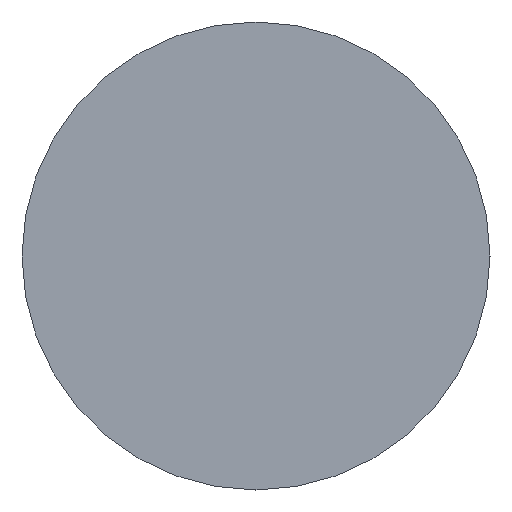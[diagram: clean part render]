
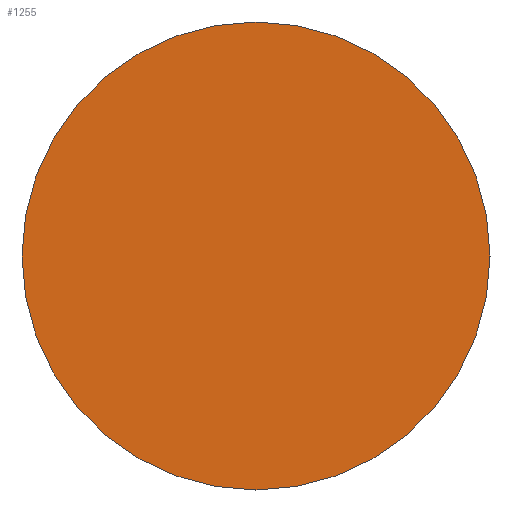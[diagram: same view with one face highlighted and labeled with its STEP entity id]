
A CAD part, left-side view. The second image highlights one B-rep face of the part: STEP entity #1255.
In plain terms, the highlighted planar face has unit normal (-1, 0, 0).
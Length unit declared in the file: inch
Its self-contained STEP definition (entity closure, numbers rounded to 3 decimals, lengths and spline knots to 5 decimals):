
#149 = CARTESIAN_POINT ( 'NONE',  ( 0., 0., 2.5 ) ) ;
#172 = DIRECTION ( 'NONE',  ( 1., 0., 0. ) ) ;
#173 = VERTEX_POINT ( 'NONE', #3455 ) ;
#467 = CARTESIAN_POINT ( 'NONE',  ( 0., 2.5, 0. ) ) ;
#733 = DIRECTION ( 'NONE',  ( 0., 0., 1. ) ) ;
#820 = EDGE_CURVE ( 'NONE', #3715, #173, #1400, .T. ) ;
#825 = EDGE_LOOP ( 'NONE', ( #2856, #3776 ) ) ;
#828 = AXIS2_PLACEMENT_3D ( 'NONE', #3779, #1605, #733 ) ;
#1230 = DIRECTION ( 'NONE',  ( 0., 0., 1. ) ) ;
#1255 = ADVANCED_FACE ( 'NONE', ( #1453 ), #2689, .F. ) ;
#1400 = CIRCLE ( 'NONE', #1477, 2.5 ) ;
#1410 = AXIS2_PLACEMENT_3D ( 'NONE', #467, #172, #3880 ) ;
#1453 = FACE_OUTER_BOUND ( 'NONE', #825, .T. ) ;
#1477 = AXIS2_PLACEMENT_3D ( 'NONE', #2073, #3630, #1230 ) ;
#1605 = DIRECTION ( 'NONE',  ( -1., 0., 0. ) ) ;
#2073 = CARTESIAN_POINT ( 'NONE',  ( 0., 0., 0. ) ) ;
#2689 = PLANE ( 'NONE',  #1410 ) ;
#2856 = ORIENTED_EDGE ( 'NONE', *, *, #820, .T. ) ;
#3342 = EDGE_CURVE ( 'NONE', #173, #3715, #3664, .T. ) ;
#3455 = CARTESIAN_POINT ( 'NONE',  ( 0., 0., -2.5 ) ) ;
#3630 = DIRECTION ( 'NONE',  ( -1., 0., 0. ) ) ;
#3664 = CIRCLE ( 'NONE', #828, 2.5 ) ;
#3715 = VERTEX_POINT ( 'NONE', #149 ) ;
#3776 = ORIENTED_EDGE ( 'NONE', *, *, #3342, .T. ) ;
#3779 = CARTESIAN_POINT ( 'NONE',  ( 0., 0., 0. ) ) ;
#3880 = DIRECTION ( 'NONE',  ( 0., 0., -1. ) ) ;
